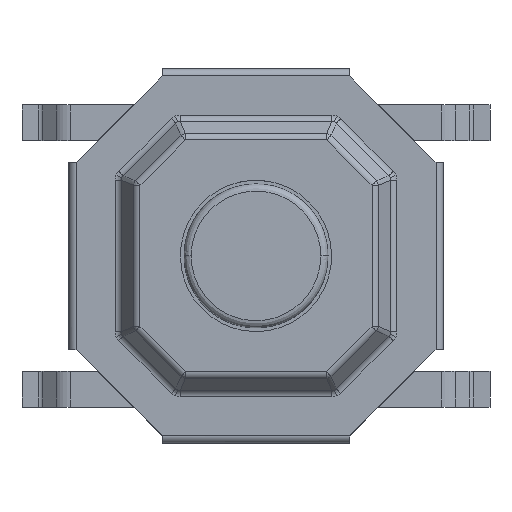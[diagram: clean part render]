
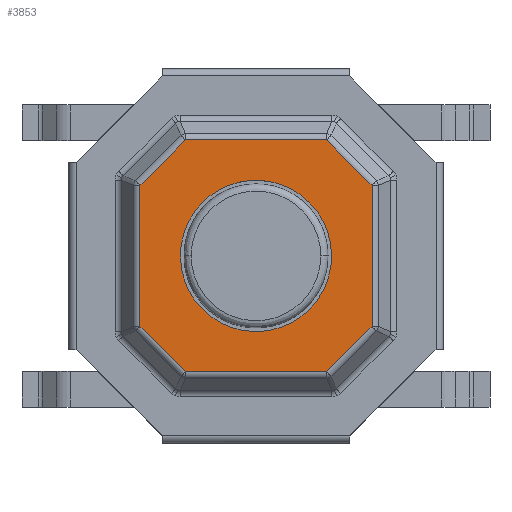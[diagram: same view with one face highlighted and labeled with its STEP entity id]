
A CAD part, top view. The second image highlights one B-rep face of the part: STEP entity #3853.
In plain terms, the highlighted free-form (B-spline) face has degree [1, 1] with [2, 2] control points.
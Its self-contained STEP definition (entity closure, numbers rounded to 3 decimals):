
#2850 = VERTEX_POINT('',#2851);
#2851 = CARTESIAN_POINT('',(1.05,0.,1.25));
#2856 = EDGE_CURVE('',#2857,#2850,#2859,.T.);
#2857 = VERTEX_POINT('',#2858);
#2858 = CARTESIAN_POINT('',(-1.05,0.,1.25));
#2859 = ( BOUNDED_CURVE() B_SPLINE_CURVE(2,(#2860,#2861,#2862,#2863,
#2864),.UNSPECIFIED.,.F.,.F.) B_SPLINE_CURVE_WITH_KNOTS((3,2,3),(
    3.142,4.712,6.283),
.PIECEWISE_BEZIER_KNOTS.) CURVE() GEOMETRIC_REPRESENTATION_ITEM() 
RATIONAL_B_SPLINE_CURVE((1.,0.707,1.,0.707,1.)) 
REPRESENTATION_ITEM('') );
#2860 = CARTESIAN_POINT('',(-1.05,0.,1.25));
#2861 = CARTESIAN_POINT('',(-1.05,-1.051,1.25));
#2862 = CARTESIAN_POINT('',(0.,-1.051,1.25)
  );
#2863 = CARTESIAN_POINT('',(1.05,-1.051,1.25));
#2864 = CARTESIAN_POINT('',(1.05,0.,1.25));
#3853 = ADVANCED_FACE('',(#3854,#3912),#3923,.F.);
#3854 = FACE_BOUND('',#3855,.T.);
#3855 = EDGE_LOOP('',(#3856,#3865,#3872,#3879,#3886,#3893,#3900,#3907));
#3856 = ORIENTED_EDGE('',*,*,#3857,.T.);
#3857 = EDGE_CURVE('',#3858,#3860,#3862,.T.);
#3858 = VERTEX_POINT('',#3859);
#3859 = CARTESIAN_POINT('',(0.98,1.611,1.25
    ));
#3860 = VERTEX_POINT('',#3861);
#3861 = CARTESIAN_POINT('',(-0.98,1.611,
    1.25));
#3862 = B_SPLINE_CURVE_WITH_KNOTS('',1,(#3863,#3864),.UNSPECIFIED.,.F.,
  .F.,(2,2),(-0.98,0.98),.PIECEWISE_BEZIER_KNOTS.);
#3863 = CARTESIAN_POINT('',(0.98,1.611,1.25
    ));
#3864 = CARTESIAN_POINT('',(-0.98,1.611,
    1.25));
#3865 = ORIENTED_EDGE('',*,*,#3866,.T.);
#3866 = EDGE_CURVE('',#3860,#3867,#3869,.T.);
#3867 = VERTEX_POINT('',#3868);
#3868 = CARTESIAN_POINT('',(-1.611,0.98,
    1.25));
#3869 = B_SPLINE_CURVE_WITH_KNOTS('',1,(#3870,#3871),.UNSPECIFIED.,.F.,
  .F.,(2,2),(-0.446,0.446),.PIECEWISE_BEZIER_KNOTS.);
#3870 = CARTESIAN_POINT('',(-0.98,1.611,
    1.25));
#3871 = CARTESIAN_POINT('',(-1.611,0.98,
    1.25));
#3872 = ORIENTED_EDGE('',*,*,#3873,.T.);
#3873 = EDGE_CURVE('',#3867,#3874,#3876,.T.);
#3874 = VERTEX_POINT('',#3875);
#3875 = CARTESIAN_POINT('',(-1.611,-0.981,
    1.25));
#3876 = B_SPLINE_CURVE_WITH_KNOTS('',1,(#3877,#3878),.UNSPECIFIED.,.F.,
  .F.,(2,2),(-0.98,0.98),.PIECEWISE_BEZIER_KNOTS.);
#3877 = CARTESIAN_POINT('',(-1.611,0.98,
    1.25));
#3878 = CARTESIAN_POINT('',(-1.611,-0.981,
    1.25));
#3879 = ORIENTED_EDGE('',*,*,#3880,.T.);
#3880 = EDGE_CURVE('',#3874,#3881,#3883,.T.);
#3881 = VERTEX_POINT('',#3882);
#3882 = CARTESIAN_POINT('',(-0.98,-1.612,
    1.25));
#3883 = B_SPLINE_CURVE_WITH_KNOTS('',1,(#3884,#3885),.UNSPECIFIED.,.F.,
  .F.,(2,2),(-0.446,0.446),.PIECEWISE_BEZIER_KNOTS.);
#3884 = CARTESIAN_POINT('',(-1.611,-0.981,
    1.25));
#3885 = CARTESIAN_POINT('',(-0.98,-1.612,
    1.25));
#3886 = ORIENTED_EDGE('',*,*,#3887,.T.);
#3887 = EDGE_CURVE('',#3881,#3888,#3890,.T.);
#3888 = VERTEX_POINT('',#3889);
#3889 = CARTESIAN_POINT('',(0.98,-1.612,
    1.25));
#3890 = B_SPLINE_CURVE_WITH_KNOTS('',1,(#3891,#3892),.UNSPECIFIED.,.F.,
  .F.,(2,2),(-0.98,0.98),.PIECEWISE_BEZIER_KNOTS.);
#3891 = CARTESIAN_POINT('',(-0.98,-1.612,
    1.25));
#3892 = CARTESIAN_POINT('',(0.98,-1.612,
    1.25));
#3893 = ORIENTED_EDGE('',*,*,#3894,.T.);
#3894 = EDGE_CURVE('',#3888,#3895,#3897,.T.);
#3895 = VERTEX_POINT('',#3896);
#3896 = CARTESIAN_POINT('',(1.611,-0.981,
    1.25));
#3897 = B_SPLINE_CURVE_WITH_KNOTS('',1,(#3898,#3899),.UNSPECIFIED.,.F.,
  .F.,(2,2),(-0.446,0.446),.PIECEWISE_BEZIER_KNOTS.);
#3898 = CARTESIAN_POINT('',(0.98,-1.612,
    1.25));
#3899 = CARTESIAN_POINT('',(1.611,-0.981,
    1.25));
#3900 = ORIENTED_EDGE('',*,*,#3901,.T.);
#3901 = EDGE_CURVE('',#3895,#3902,#3904,.T.);
#3902 = VERTEX_POINT('',#3903);
#3903 = CARTESIAN_POINT('',(1.611,0.98,1.25
    ));
#3904 = B_SPLINE_CURVE_WITH_KNOTS('',1,(#3905,#3906),.UNSPECIFIED.,.F.,
  .F.,(2,2),(-0.98,0.98),.PIECEWISE_BEZIER_KNOTS.);
#3905 = CARTESIAN_POINT('',(1.611,-0.981,
    1.25));
#3906 = CARTESIAN_POINT('',(1.611,0.98,1.25
    ));
#3907 = ORIENTED_EDGE('',*,*,#3908,.T.);
#3908 = EDGE_CURVE('',#3902,#3858,#3909,.T.);
#3909 = B_SPLINE_CURVE_WITH_KNOTS('',1,(#3910,#3911),.UNSPECIFIED.,.F.,
  .F.,(2,2),(-0.446,0.446),.PIECEWISE_BEZIER_KNOTS.);
#3910 = CARTESIAN_POINT('',(1.611,0.98,1.25
    ));
#3911 = CARTESIAN_POINT('',(0.98,1.611,1.25
    ));
#3912 = FACE_BOUND('',#3913,.T.);
#3913 = EDGE_LOOP('',(#3914,#3922));
#3914 = ORIENTED_EDGE('',*,*,#3915,.F.);
#3915 = EDGE_CURVE('',#2850,#2857,#3916,.T.);
#3916 = ( BOUNDED_CURVE() B_SPLINE_CURVE(2,(#3917,#3918,#3919,#3920,
#3921),.UNSPECIFIED.,.F.,.F.) B_SPLINE_CURVE_WITH_KNOTS((3,2,3),(0.,
1.571,3.142),.PIECEWISE_BEZIER_KNOTS.) CURVE() 
GEOMETRIC_REPRESENTATION_ITEM() RATIONAL_B_SPLINE_CURVE((1.,
0.707,1.,0.707,1.)) REPRESENTATION_ITEM('') );
#3917 = CARTESIAN_POINT('',(1.05,0.,1.25));
#3918 = CARTESIAN_POINT('',(1.05,1.05,1.25));
#3919 = CARTESIAN_POINT('',(0.,1.05,1.25));
#3920 = CARTESIAN_POINT('',(-1.05,1.05,1.25));
#3921 = CARTESIAN_POINT('',(-1.05,0.,1.25));
#3922 = ORIENTED_EDGE('',*,*,#2856,.F.);
#3923 = B_SPLINE_SURFACE_WITH_KNOTS('',1,1,(
    (#3924,#3925)
    ,(#3926,#3927
    )),.UNSPECIFIED.,.F.,.F.,.F.,(2,2),(2,2),(-1.611,
    1.611),(-1.611,1.611),
  .PIECEWISE_BEZIER_KNOTS.);
#3924 = CARTESIAN_POINT('',(1.611,-1.612,
    1.25));
#3925 = CARTESIAN_POINT('',(1.611,1.611,1.25
    ));
#3926 = CARTESIAN_POINT('',(-1.611,-1.612,
    1.25));
#3927 = CARTESIAN_POINT('',(-1.611,1.611,
    1.25));
